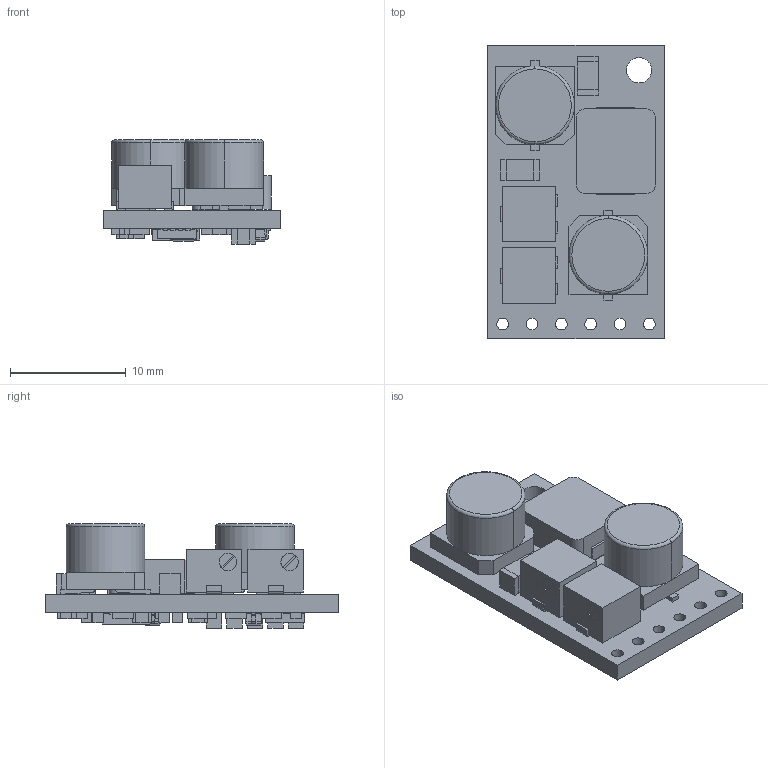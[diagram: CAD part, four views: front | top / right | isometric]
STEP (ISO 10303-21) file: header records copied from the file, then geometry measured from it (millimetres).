
FILE_DESCRIPTION (( 'STEP AP214' ), '1' );
FILE_NAME ('d30v30max-fine-adjust-step-down-voltage-regulator-step.step', '2024-03-08T23:17:51', ( '' ), ( '' ), 'SwSTEP 2.0', 'SolidWorks 2023', '' );
FILE_SCHEMA (( 'AUTOMOTIVE_DESIGN' ));
Length unit declared in the file: millimetre
Products named in the file (1): d30v30max-fine-adjust-step-down-voltage-regulator-step
Bounding box: 15.24 x 25.4 x 9.02 mm (x, y, z)
Volume: 1445.3 mm3; surface area: 2018.5 mm2
Topology: 3 solids, 3 shells, 1140 faces, 3103 edges, 2020 vertices
Faces by surface type: plane 863, bspline 189, cylinder 84, torus 4
Entity records: 55154 total; most frequent: CARTESIAN_POINT 15097, ORIENTED_EDGE 6206, DIRECTION 4685, EDGE_CURVE 3103, VECTOR 2405, LINE 2405, VERTEX_POINT 2020, EDGE_LOOP 1261
